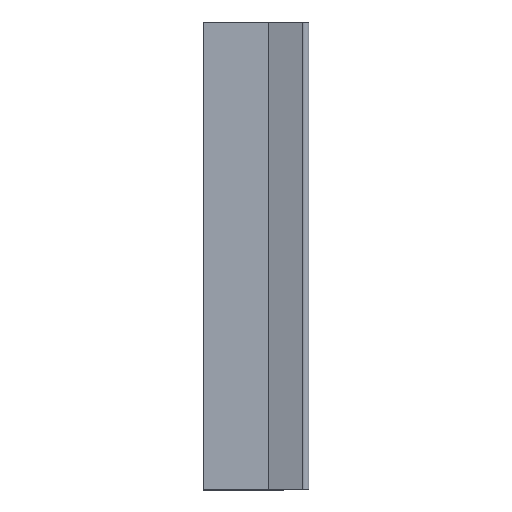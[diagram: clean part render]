
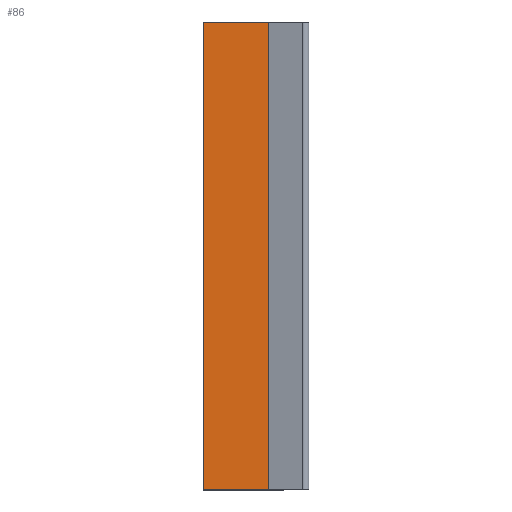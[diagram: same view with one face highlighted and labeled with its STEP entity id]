
A CAD part, top view. The second image highlights one B-rep face of the part: STEP entity #86.
In plain terms, the highlighted planar face has unit normal (0, 0, 1).
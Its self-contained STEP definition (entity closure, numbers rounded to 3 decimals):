
#86 = ADVANCED_FACE( '', ( #180 ), #181, .F. );
#180 = FACE_OUTER_BOUND( '', #280, .T. );
#181 = PLANE( '', #281 );
#280 = EDGE_LOOP( '', ( #460, #461, #462, #463 ) );
#281 = AXIS2_PLACEMENT_3D( '', #464, #465, #466 );
#460 = ORIENTED_EDGE( '', *, *, #667, .T. );
#461 = ORIENTED_EDGE( '', *, *, #658, .F. );
#462 = ORIENTED_EDGE( '', *, *, #668, .F. );
#463 = ORIENTED_EDGE( '', *, *, #669, .T. );
#464 = CARTESIAN_POINT( '', ( 1.35, -25., 0.45 ) );
#465 = DIRECTION( '', ( 0., 0., -1. ) );
#466 = DIRECTION( '', ( -1., 0., 0. ) );
#658 = EDGE_CURVE( '', #805, #803, #807, .T. );
#667 = EDGE_CURVE( '', #818, #803, #819, .T. );
#668 = EDGE_CURVE( '', #820, #805, #821, .T. );
#669 = EDGE_CURVE( '', #820, #818, #822, .T. );
#803 = VERTEX_POINT( '', #1006 );
#805 = VERTEX_POINT( '', #1009 );
#807 = LINE( '', #1012, #1013 );
#818 = VERTEX_POINT( '', #1028 );
#819 = LINE( '', #1029, #1030 );
#820 = VERTEX_POINT( '', #1031 );
#821 = LINE( '', #1032, #1033 );
#822 = LINE( '', #1034, #1035 );
#1006 = CARTESIAN_POINT( '', ( -5.65, 25., 0.45 ) );
#1009 = CARTESIAN_POINT( '', ( -5.65, -25., 0.45 ) );
#1012 = CARTESIAN_POINT( '', ( -5.65, -25., 0.45 ) );
#1013 = VECTOR( '', #1128, 1000. );
#1028 = CARTESIAN_POINT( '', ( 1.35, 25., 0.45 ) );
#1029 = CARTESIAN_POINT( '', ( 1.35, 25., 0.45 ) );
#1030 = VECTOR( '', #1136, 1000. );
#1031 = CARTESIAN_POINT( '', ( 1.35, -25., 0.45 ) );
#1032 = CARTESIAN_POINT( '', ( 1.35, -25., 0.45 ) );
#1033 = VECTOR( '', #1137, 1000. );
#1034 = CARTESIAN_POINT( '', ( 1.35, -25., 0.45 ) );
#1035 = VECTOR( '', #1138, 1000. );
#1128 = DIRECTION( '', ( 0., 1., 0. ) );
#1136 = DIRECTION( '', ( -1., 0., 0. ) );
#1137 = DIRECTION( '', ( -1., 0., 0. ) );
#1138 = DIRECTION( '', ( 0., 1., 0. ) );
